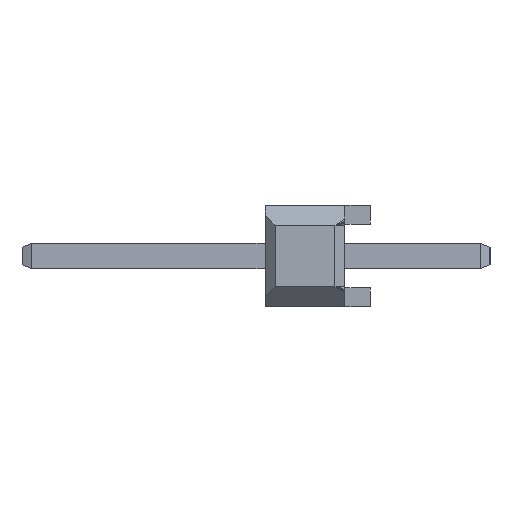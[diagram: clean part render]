
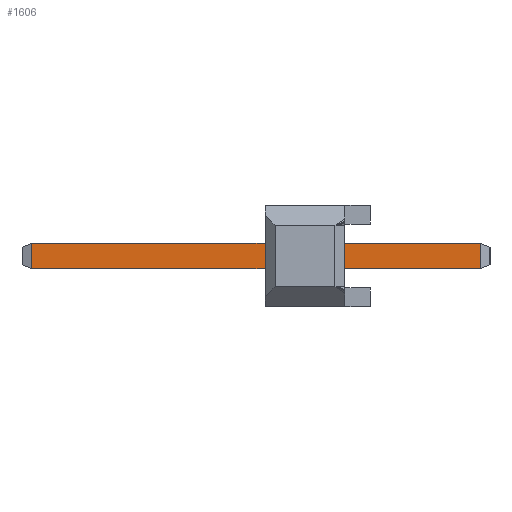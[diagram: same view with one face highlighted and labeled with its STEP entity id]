
A CAD part, left-side view. The second image highlights one B-rep face of the part: STEP entity #1606.
In plain terms, the highlighted planar face has unit normal (-1, 0, 0).
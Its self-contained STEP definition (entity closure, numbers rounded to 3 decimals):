
#1486 = EDGE_CURVE('',#1487,#1489,#1491,.T.);
#1487 = VERTEX_POINT('',#1488);
#1488 = CARTESIAN_POINT('',(-0.32,8.49,-0.32));
#1489 = VERTEX_POINT('',#1490);
#1490 = CARTESIAN_POINT('',(-0.32,-2.75,-0.32));
#1491 = LINE('',#1492,#1493);
#1492 = CARTESIAN_POINT('',(-0.32,8.74,-0.32));
#1493 = VECTOR('',#1494,1.);
#1494 = DIRECTION('',(0.,-1.,0.));
#1581 = VERTEX_POINT('',#1582);
#1582 = CARTESIAN_POINT('',(-0.32,-2.75,0.32));
#1588 = EDGE_CURVE('',#1589,#1581,#1591,.T.);
#1589 = VERTEX_POINT('',#1590);
#1590 = CARTESIAN_POINT('',(-0.32,8.49,0.32));
#1591 = LINE('',#1592,#1593);
#1592 = CARTESIAN_POINT('',(-0.32,8.74,0.32));
#1593 = VECTOR('',#1594,1.);
#1594 = DIRECTION('',(0.,-1.,0.));
#1606 = ADVANCED_FACE('',(#1607),#1623,.F.);
#1607 = FACE_BOUND('',#1608,.F.);
#1608 = EDGE_LOOP('',(#1609,#1610,#1616,#1617));
#1609 = ORIENTED_EDGE('',*,*,#1588,.T.);
#1610 = ORIENTED_EDGE('',*,*,#1611,.T.);
#1611 = EDGE_CURVE('',#1581,#1489,#1612,.T.);
#1612 = LINE('',#1613,#1614);
#1613 = CARTESIAN_POINT('',(-0.32,-2.75,0.32));
#1614 = VECTOR('',#1615,1.);
#1615 = DIRECTION('',(0.,0.,-1.));
#1616 = ORIENTED_EDGE('',*,*,#1486,.F.);
#1617 = ORIENTED_EDGE('',*,*,#1618,.F.);
#1618 = EDGE_CURVE('',#1589,#1487,#1619,.T.);
#1619 = LINE('',#1620,#1621);
#1620 = CARTESIAN_POINT('',(-0.32,8.49,0.32));
#1621 = VECTOR('',#1622,1.);
#1622 = DIRECTION('',(0.,0.,-1.));
#1623 = PLANE('',#1624);
#1624 = AXIS2_PLACEMENT_3D('',#1625,#1626,#1627);
#1625 = CARTESIAN_POINT('',(-0.32,8.74,0.32));
#1626 = DIRECTION('',(1.,0.,0.));
#1627 = DIRECTION('',(0.,0.,-1.));
